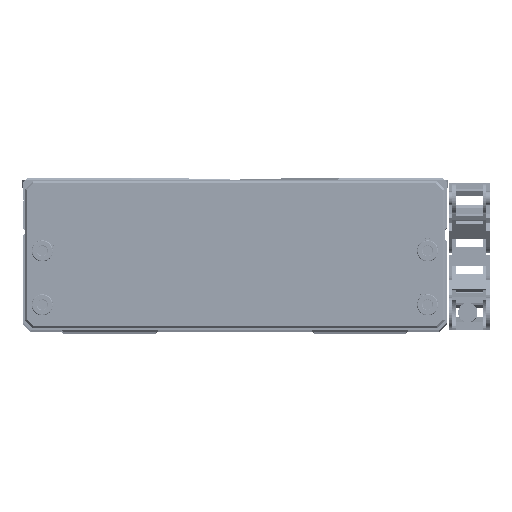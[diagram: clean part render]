
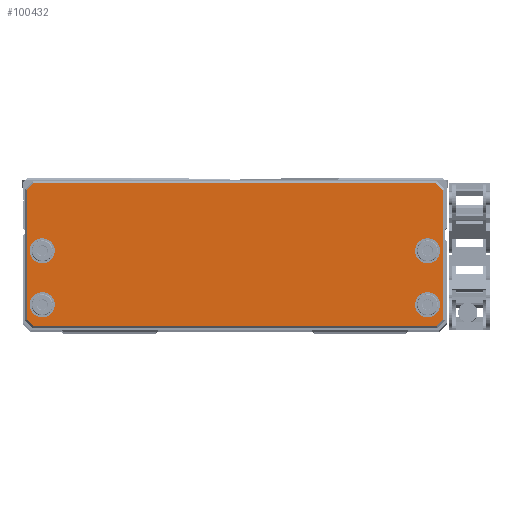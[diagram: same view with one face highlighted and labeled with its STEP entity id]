
A CAD part, top view. The second image highlights one B-rep face of the part: STEP entity #100432.
In plain terms, the highlighted planar face has unit normal (0, 0, 1).
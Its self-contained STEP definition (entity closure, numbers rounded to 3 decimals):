
#1286 = CARTESIAN_POINT ( 'NONE',  ( 2.207, -0.5, 10. ) ) ;
#2224 = CARTESIAN_POINT ( 'NONE',  ( 2.207, -37.5, 10. ) ) ;
#2310 = EDGE_CURVE ( 'NONE', #26899, #94270, #56610, .T. ) ;
#5607 = VERTEX_POINT ( 'NONE', #51873 ) ;
#8203 = DIRECTION ( 'NONE',  ( 1., 0., 0. ) ) ;
#9380 = DIRECTION ( 'NONE',  ( 0., 0., 1. ) ) ;
#10544 = VERTEX_POINT ( 'NONE', #54196 ) ;
#12005 = DIRECTION ( 'NONE',  ( 1., 0., 0. ) ) ;
#12104 = VECTOR ( 'NONE', #32676, 1000. ) ;
#12854 = DIRECTION ( 'NONE',  ( 0., 0., 1. ) ) ;
#13527 = CARTESIAN_POINT ( 'NONE',  ( 106.793, -37.5, 10. ) ) ;
#13664 = CARTESIAN_POINT ( 'NONE',  ( 7.75, -32., 10. ) ) ;
#13703 = EDGE_CURVE ( 'NONE', #52774, #97348, #32788, .T. ) ;
#13707 = AXIS2_PLACEMENT_3D ( 'NONE', #31348, #111877, #69032 ) ;
#13925 = CARTESIAN_POINT ( 'NONE',  ( 104.5, -32., 10. ) ) ;
#14063 = AXIS2_PLACEMENT_3D ( 'NONE', #62846, #73372, #64582 ) ;
#16287 = VERTEX_POINT ( 'NONE', #97049 ) ;
#17187 = ORIENTED_EDGE ( 'NONE', *, *, #73545, .F. ) ;
#19174 = EDGE_CURVE ( 'NONE', #10544, #5607, #25279, .T. ) ;
#19405 = CARTESIAN_POINT ( 'NONE',  ( 107.75, -32., 10. ) ) ;
#19431 = LINE ( 'NONE', #71112, #20222 ) ;
#19861 = DIRECTION ( 'NONE',  ( 0., -1., 0. ) ) ;
#20222 = VECTOR ( 'NONE', #91007, 1000. ) ;
#20259 = EDGE_LOOP ( 'NONE', ( #80277, #20304 ) ) ;
#20304 = ORIENTED_EDGE ( 'NONE', *, *, #85656, .F. ) ;
#20388 = DIRECTION ( 'NONE',  ( 1., 0., 0. ) ) ;
#21134 = CARTESIAN_POINT ( 'NONE',  ( 108.5, -2., 10. ) ) ;
#21168 = EDGE_LOOP ( 'NONE', ( #17187, #103970 ) ) ;
#21874 = CARTESIAN_POINT ( 'NONE',  ( 0.5, -2.207, 10. ) ) ;
#21977 = VECTOR ( 'NONE', #79796, 1000. ) ;
#22157 = CARTESIAN_POINT ( 'NONE',  ( 1.354, -36.646, 10. ) ) ;
#23148 = FACE_BOUND ( 'NONE', #59982, .T. ) ;
#24863 = DIRECTION ( 'NONE',  ( 0., 0., 1. ) ) ;
#24962 = EDGE_CURVE ( 'NONE', #106840, #26899, #101585, .T. ) ;
#25279 = CIRCLE ( 'NONE', #14063, 3.25 ) ;
#26899 = VERTEX_POINT ( 'NONE', #97951 ) ;
#27337 = AXIS2_PLACEMENT_3D ( 'NONE', #43938, #115506, #35029 ) ;
#28264 = VERTEX_POINT ( 'NONE', #13527 ) ;
#28898 = DIRECTION ( 'NONE',  ( -0.707, 0.707, 0. ) ) ;
#29029 = EDGE_CURVE ( 'NONE', #65764, #49672, #68053, .T. ) ;
#30253 = ORIENTED_EDGE ( 'NONE', *, *, #45206, .T. ) ;
#31348 = CARTESIAN_POINT ( 'NONE',  ( 0., -38., 10. ) ) ;
#32600 = DIRECTION ( 'NONE',  ( 1., 0., 0. ) ) ;
#32676 = DIRECTION ( 'NONE',  ( 0.707, -0.707, 0. ) ) ;
#32788 = LINE ( 'NONE', #113310, #100956 ) ;
#33094 = FACE_BOUND ( 'NONE', #85698, .T. ) ;
#33678 = CARTESIAN_POINT ( 'NONE',  ( 4.5, -32., 10. ) ) ;
#34519 = CARTESIAN_POINT ( 'NONE',  ( 0.5, -35.793, 10. ) ) ;
#35029 = DIRECTION ( 'NONE',  ( 1., 0., 0. ) ) ;
#35263 = AXIS2_PLACEMENT_3D ( 'NONE', #33678, #24863, #105964 ) ;
#37986 = VERTEX_POINT ( 'NONE', #19405 ) ;
#38427 = CIRCLE ( 'NONE', #83468, 3.25 ) ;
#39020 = VECTOR ( 'NONE', #19861, 1000. ) ;
#42185 = CARTESIAN_POINT ( 'NONE',  ( 0.5, -36., 10. ) ) ;
#42565 = VERTEX_POINT ( 'NONE', #84701 ) ;
#43938 = CARTESIAN_POINT ( 'NONE',  ( 4.5, -18., 10. ) ) ;
#45206 = EDGE_CURVE ( 'NONE', #108481, #28264, #19431, .T. ) ;
#46205 = ORIENTED_EDGE ( 'NONE', *, *, #85008, .T. ) ;
#46271 = DIRECTION ( 'NONE',  ( 0., 0., 1. ) ) ;
#46550 = EDGE_CURVE ( 'NONE', #16287, #60956, #48320, .T. ) ;
#46672 = AXIS2_PLACEMENT_3D ( 'NONE', #13925, #102559, #32600 ) ;
#48005 = AXIS2_PLACEMENT_3D ( 'NONE', #66323, #12854, #48729 ) ;
#48320 = CIRCLE ( 'NONE', #83862, 3.25 ) ;
#48389 = ORIENTED_EDGE ( 'NONE', *, *, #66652, .T. ) ;
#48729 = DIRECTION ( 'NONE',  ( 1., 0., 0. ) ) ;
#48830 = DIRECTION ( 'NONE',  ( -0.707, -0.707, 0. ) ) ;
#49672 = VERTEX_POINT ( 'NONE', #93077 ) ;
#50199 = EDGE_LOOP ( 'NONE', ( #111088, #87720, #71524, #48389, #46205, #30253, #87727, #57215 ) ) ;
#50865 = FACE_BOUND ( 'NONE', #20259, .T. ) ;
#51863 = CIRCLE ( 'NONE', #27337, 3.25 ) ;
#51873 = CARTESIAN_POINT ( 'NONE',  ( 107.75, -18., 10. ) ) ;
#52774 = VERTEX_POINT ( 'NONE', #1286 ) ;
#54196 = CARTESIAN_POINT ( 'NONE',  ( 101.25, -18., 10. ) ) ;
#56610 = LINE ( 'NONE', #58364, #74493 ) ;
#56618 = ORIENTED_EDGE ( 'NONE', *, *, #97118, .F. ) ;
#57215 = ORIENTED_EDGE ( 'NONE', *, *, #24962, .T. ) ;
#58364 = CARTESIAN_POINT ( 'NONE',  ( 72.146, 34.146, 10. ) ) ;
#58537 = PLANE ( 'NONE',  #13707 ) ;
#59616 = VECTOR ( 'NONE', #96615, 1000. ) ;
#59787 = CIRCLE ( 'NONE', #46672, 3.25 ) ;
#59982 = EDGE_LOOP ( 'NONE', ( #102219, #71072 ) ) ;
#60409 = CARTESIAN_POINT ( 'NONE',  ( 106.793, -0.5, 10. ) ) ;
#60956 = VERTEX_POINT ( 'NONE', #112357 ) ;
#62285 = ORIENTED_EDGE ( 'NONE', *, *, #29029, .F. ) ;
#62846 = CARTESIAN_POINT ( 'NONE',  ( 104.5, -18., 10. ) ) ;
#64582 = DIRECTION ( 'NONE',  ( 1., 0., 0. ) ) ;
#64830 = VERTEX_POINT ( 'NONE', #34519 ) ;
#65764 = VERTEX_POINT ( 'NONE', #13664 ) ;
#66323 = CARTESIAN_POINT ( 'NONE',  ( 104.5, -32., 10. ) ) ;
#66652 = EDGE_CURVE ( 'NONE', #97348, #64830, #86795, .T. ) ;
#66744 = EDGE_CURVE ( 'NONE', #37986, #42565, #59787, .T. ) ;
#68053 = CIRCLE ( 'NONE', #112998, 3.25 ) ;
#68953 = CARTESIAN_POINT ( 'NONE',  ( 108.5, -35.793, 10. ) ) ;
#69032 = DIRECTION ( 'NONE',  ( 1., 0., 0. ) ) ;
#69945 = VECTOR ( 'NONE', #113299, 1000. ) ;
#71072 = ORIENTED_EDGE ( 'NONE', *, *, #19174, .F. ) ;
#71112 = CARTESIAN_POINT ( 'NONE',  ( 107., -37.5, 10. ) ) ;
#71524 = ORIENTED_EDGE ( 'NONE', *, *, #13703, .T. ) ;
#72862 = CIRCLE ( 'NONE', #35263, 3.25 ) ;
#73372 = DIRECTION ( 'NONE',  ( 0., 0., 1. ) ) ;
#73545 = EDGE_CURVE ( 'NONE', #60956, #16287, #51863, .T. ) ;
#74493 = VECTOR ( 'NONE', #28898, 1000. ) ;
#74802 = DIRECTION ( 'NONE',  ( 0., 0., 1. ) ) ;
#77867 = CARTESIAN_POINT ( 'NONE',  ( 53.146, -91.146, 10. ) ) ;
#79796 = DIRECTION ( 'NONE',  ( -1., 0., 0. ) ) ;
#80277 = ORIENTED_EDGE ( 'NONE', *, *, #66744, .F. ) ;
#80780 = EDGE_CURVE ( 'NONE', #28264, #106840, #104292, .T. ) ;
#83468 = AXIS2_PLACEMENT_3D ( 'NONE', #103952, #9380, #8203 ) ;
#83862 = AXIS2_PLACEMENT_3D ( 'NONE', #108469, #46271, #20388 ) ;
#84701 = CARTESIAN_POINT ( 'NONE',  ( 101.25, -32., 10. ) ) ;
#85008 = EDGE_CURVE ( 'NONE', #64830, #108481, #86718, .T. ) ;
#85504 = EDGE_CURVE ( 'NONE', #5607, #10544, #38427, .T. ) ;
#85656 = EDGE_CURVE ( 'NONE', #42565, #37986, #87304, .T. ) ;
#85698 = EDGE_LOOP ( 'NONE', ( #62285, #56618 ) ) ;
#86718 = LINE ( 'NONE', #22157, #12104 ) ;
#86795 = LINE ( 'NONE', #42185, #39020 ) ;
#87304 = CIRCLE ( 'NONE', #48005, 3.25 ) ;
#87720 = ORIENTED_EDGE ( 'NONE', *, *, #96523, .T. ) ;
#87727 = ORIENTED_EDGE ( 'NONE', *, *, #80780, .T. ) ;
#91007 = DIRECTION ( 'NONE',  ( 1., 0., 0. ) ) ;
#93077 = CARTESIAN_POINT ( 'NONE',  ( 1.25, -32., 10. ) ) ;
#93561 = CARTESIAN_POINT ( 'NONE',  ( 4.5, -32., 10. ) ) ;
#94270 = VERTEX_POINT ( 'NONE', #60409 ) ;
#96523 = EDGE_CURVE ( 'NONE', #94270, #52774, #104487, .T. ) ;
#96615 = DIRECTION ( 'NONE',  ( 0.707, 0.707, 0. ) ) ;
#97049 = CARTESIAN_POINT ( 'NONE',  ( 1.25, -18., 10. ) ) ;
#97118 = EDGE_CURVE ( 'NONE', #49672, #65764, #72862, .T. ) ;
#97348 = VERTEX_POINT ( 'NONE', #21874 ) ;
#97400 = CARTESIAN_POINT ( 'NONE',  ( 2.707, -0.5, 10. ) ) ;
#97951 = CARTESIAN_POINT ( 'NONE',  ( 108.5, -2.207, 10. ) ) ;
#100432 = ADVANCED_FACE ( 'NONE', ( #103066, #33094, #50865, #23148, #105392 ), #58537, .T. ) ;
#100956 = VECTOR ( 'NONE', #48830, 1000. ) ;
#101585 = LINE ( 'NONE', #21134, #69945 ) ;
#102219 = ORIENTED_EDGE ( 'NONE', *, *, #85504, .F. ) ;
#102559 = DIRECTION ( 'NONE',  ( 0., 0., 1. ) ) ;
#103066 = FACE_BOUND ( 'NONE', #21168, .T. ) ;
#103952 = CARTESIAN_POINT ( 'NONE',  ( 104.5, -18., 10. ) ) ;
#103970 = ORIENTED_EDGE ( 'NONE', *, *, #46550, .F. ) ;
#104292 = LINE ( 'NONE', #77867, #59616 ) ;
#104487 = LINE ( 'NONE', #97400, #21977 ) ;
#105392 = FACE_OUTER_BOUND ( 'NONE', #50199, .T. ) ;
#105964 = DIRECTION ( 'NONE',  ( 1., 0., 0. ) ) ;
#106840 = VERTEX_POINT ( 'NONE', #68953 ) ;
#108469 = CARTESIAN_POINT ( 'NONE',  ( 4.5, -18., 10. ) ) ;
#108481 = VERTEX_POINT ( 'NONE', #2224 ) ;
#111088 = ORIENTED_EDGE ( 'NONE', *, *, #2310, .T. ) ;
#111877 = DIRECTION ( 'NONE',  ( 0., 0., 1. ) ) ;
#112357 = CARTESIAN_POINT ( 'NONE',  ( 7.75, -18., 10. ) ) ;
#112998 = AXIS2_PLACEMENT_3D ( 'NONE', #93561, #74802, #12005 ) ;
#113299 = DIRECTION ( 'NONE',  ( 0., 1., 0. ) ) ;
#113310 = CARTESIAN_POINT ( 'NONE',  ( -17.646, -20.354, 10. ) ) ;
#115506 = DIRECTION ( 'NONE',  ( 0., 0., 1. ) ) ;
